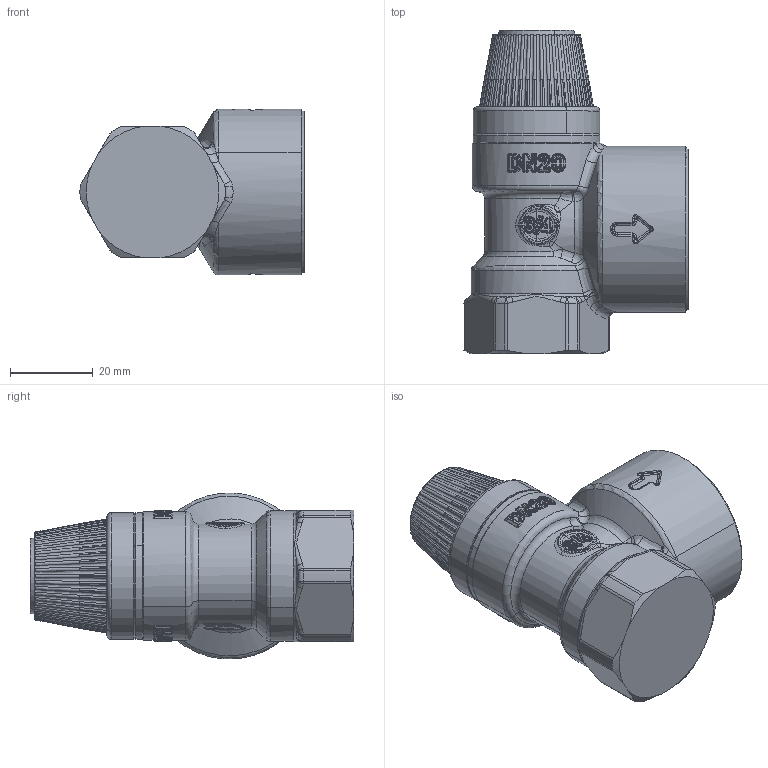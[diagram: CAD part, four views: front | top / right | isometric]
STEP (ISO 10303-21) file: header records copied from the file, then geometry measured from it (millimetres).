
FILE_DESCRIPTION(('CATIA V5 STEP Exchange','CAx-IF Rec.Pracs.--- Model Styling and Organization---1.4--- 2014-01-23','CAx-IF Rec.Pracs.---3D Tessellated Data Validation Properties---0.5---2014-09-14'),'2;1');
FILE_NAME('STEP_253054_-_TST.stp','2021-09-06T12:42:36+00:00',('none'),('none'),'CATIA Version 5-6 Release 2019 SP3','CATIA V5 STEP AP242 v1','none');
FILE_SCHEMA(('AP242_MANAGED_MODEL_BASED_3D_ENGINEERING_MIM_LF {1 0 10303 442 1 1 4}'));
Products named in the file (1): 253054 - TST
Bounding box: 53.99 x 78 x 40 mm (x, y, z)
Volume: 79994.5 mm3; surface area: 12833.8 mm2
Topology: 1 solids, 2 shells, 1444 faces, 3571 edges, 2014 vertices
Faces by surface type: bspline 906, cylinder 195, sphere 118, cone 71, plane 70, extrusion 46, torus 38
Entity records: 112567 total; most frequent: CARTESIAN_POINT 88019, ORIENTED_EDGE 6868, EDGE_CURVE 3434, B_SPLINE_CURVE_WITH_KNOTS 2601, VERTEX_POINT 2014, DIRECTION 1697, EDGE_LOOP 1466, ADVANCED_FACE 1444
